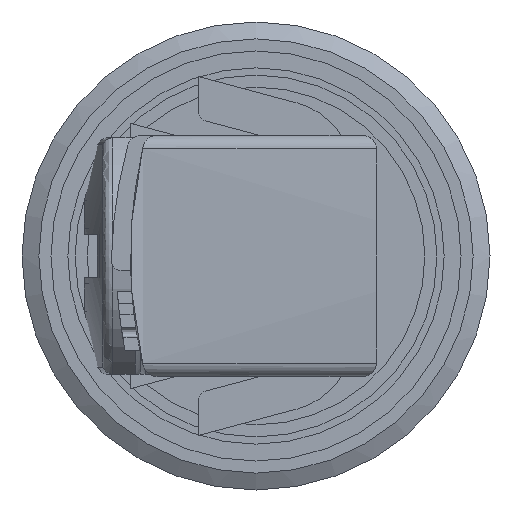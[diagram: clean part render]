
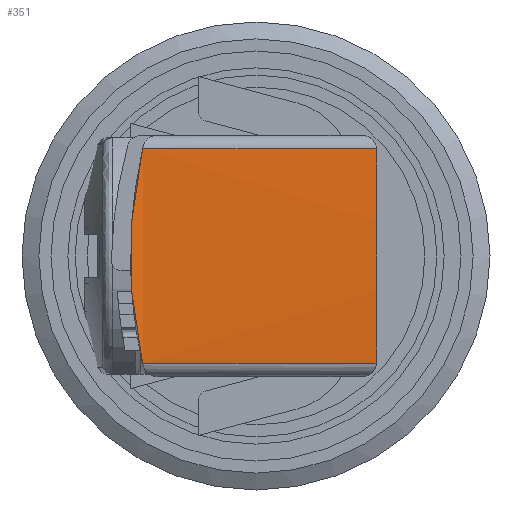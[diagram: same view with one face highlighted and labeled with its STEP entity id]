
A CAD part, left-side view. The second image highlights one B-rep face of the part: STEP entity #351.
In plain terms, the highlighted cylindrical face has radius 31.45 mm (diameter 62.9 mm), a partial arc.
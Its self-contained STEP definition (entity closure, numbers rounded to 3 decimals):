
#351 = ADVANCED_FACE( '', ( #861 ), #862, .T. );
#861 = FACE_OUTER_BOUND( '', #1627, .T. );
#862 = CYLINDRICAL_SURFACE( '', #1628, 31.45 );
#1627 = EDGE_LOOP( '', ( #3246, #3247, #3248, #3249, #3250, #3251 ) );
#1628 = AXIS2_PLACEMENT_3D( '', #3252, #3253, #3254 );
#3246 = ORIENTED_EDGE( '', *, *, #5079, .T. );
#3247 = ORIENTED_EDGE( '', *, *, #4709, .F. );
#3248 = ORIENTED_EDGE( '', *, *, #5081, .F. );
#3249 = ORIENTED_EDGE( '', *, *, #4738, .F. );
#3250 = ORIENTED_EDGE( '', *, *, #5082, .F. );
#3251 = ORIENTED_EDGE( '', *, *, #5002, .F. );
#3252 = CARTESIAN_POINT( '', ( 31.45, 2.6, 0. ) );
#3253 = DIRECTION( '', ( 0., 1., 0. ) );
#3254 = DIRECTION( '', ( 0., 0., -1. ) );
#4709 = EDGE_CURVE( '', #5559, #5561, #5562, .T. );
#4738 = EDGE_CURVE( '', #5614, #5608, #5616, .T. );
#5002 = EDGE_CURVE( '', #6079, #6081, #6082, .T. );
#5079 = EDGE_CURVE( '', #6079, #5561, #6194, .T. );
#5081 = EDGE_CURVE( '', #5608, #5559, #6196, .F. );
#5082 = EDGE_CURVE( '', #6081, #5614, #6197, .T. );
#5559 = VERTEX_POINT( '', #7037 );
#5561 = VERTEX_POINT( '', #7040 );
#5562 = B_SPLINE_CURVE_WITH_KNOTS( '', 3, ( #7041, #7042, #7043, #7044 ), .UNSPECIFIED., .F., .F., ( 4, 4 ), ( 0., 0. ), .UNSPECIFIED. );
#5608 = VERTEX_POINT( '', #7244 );
#5614 = VERTEX_POINT( '', #7252 );
#5616 = B_SPLINE_CURVE_WITH_KNOTS( '', 3, ( #7254, #7255, #7256, #7257 ), .UNSPECIFIED., .F., .F., ( 4, 4 ), ( 0., 0. ), .UNSPECIFIED. );
#6079 = VERTEX_POINT( '', #8062 );
#6081 = VERTEX_POINT( '', #8067 );
#6082 = B_SPLINE_CURVE_WITH_KNOTS( '', 3, ( #8068, #8069, #8070, #8071, #8072, #8073 ), .UNSPECIFIED., .F., .F., ( 4, 2, 4 ), ( 0., 0.002, 0.004 ), .UNSPECIFIED. );
#6194 = LINE( '', #8287, #8288 );
#6196 = CIRCLE( '', #8290, 31.45 );
#6197 = LINE( '', #8291, #8292 );
#7037 = CARTESIAN_POINT( '', ( 0.077, -2.5, -2.2 ) );
#7040 = CARTESIAN_POINT( '', ( 0.079, -2.499, -2.221 ) );
#7041 = CARTESIAN_POINT( '', ( 0.077, -2.5, -2.2 ) );
#7042 = CARTESIAN_POINT( '', ( 0.078, -2.5, -2.207 ) );
#7043 = CARTESIAN_POINT( '', ( 0.078, -2.5, -2.214 ) );
#7044 = CARTESIAN_POINT( '', ( 0.079, -2.499, -2.221 ) );
#7244 = CARTESIAN_POINT( '', ( 0.077, -2.5, 2.2 ) );
#7252 = CARTESIAN_POINT( '', ( 0.079, -2.499, 2.221 ) );
#7254 = CARTESIAN_POINT( '', ( 0.079, -2.499, 2.221 ) );
#7255 = CARTESIAN_POINT( '', ( 0.078, -2.5, 2.214 ) );
#7256 = CARTESIAN_POINT( '', ( 0.078, -2.5, 2.207 ) );
#7257 = CARTESIAN_POINT( '', ( 0.077, -2.5, 2.2 ) );
#8062 = CARTESIAN_POINT( '', ( 0.079, 2.35, -2.221 ) );
#8067 = CARTESIAN_POINT( '', ( 0.079, 2.35, 2.221 ) );
#8068 = CARTESIAN_POINT( '', ( 0.079, 2.35, -2.221 ) );
#8069 = CARTESIAN_POINT( '', ( 0.027, 2.517, -1.489 ) );
#8070 = CARTESIAN_POINT( '', ( 0., 2.599, -0.751 ) );
#8071 = CARTESIAN_POINT( '', ( 0., 2.601, 0.736 ) );
#8072 = CARTESIAN_POINT( '', ( 0.027, 2.517, 1.489 ) );
#8073 = CARTESIAN_POINT( '', ( 0.079, 2.35, 2.221 ) );
#8287 = CARTESIAN_POINT( '', ( 0.079, 2.6, -2.221 ) );
#8288 = VECTOR( '', #9717, 1000. );
#8290 = AXIS2_PLACEMENT_3D( '', #9721, #9722, #9723 );
#8291 = CARTESIAN_POINT( '', ( 0.079, 2.6, 2.221 ) );
#8292 = VECTOR( '', #9724, 1000. );
#9717 = DIRECTION( '', ( 0., -1., 0. ) );
#9721 = CARTESIAN_POINT( '', ( 31.45, -2.5, 0. ) );
#9722 = DIRECTION( '', ( 0., 1., 0. ) );
#9723 = DIRECTION( '', ( 0., 0., 1. ) );
#9724 = DIRECTION( '', ( 0., -1., 0. ) );
